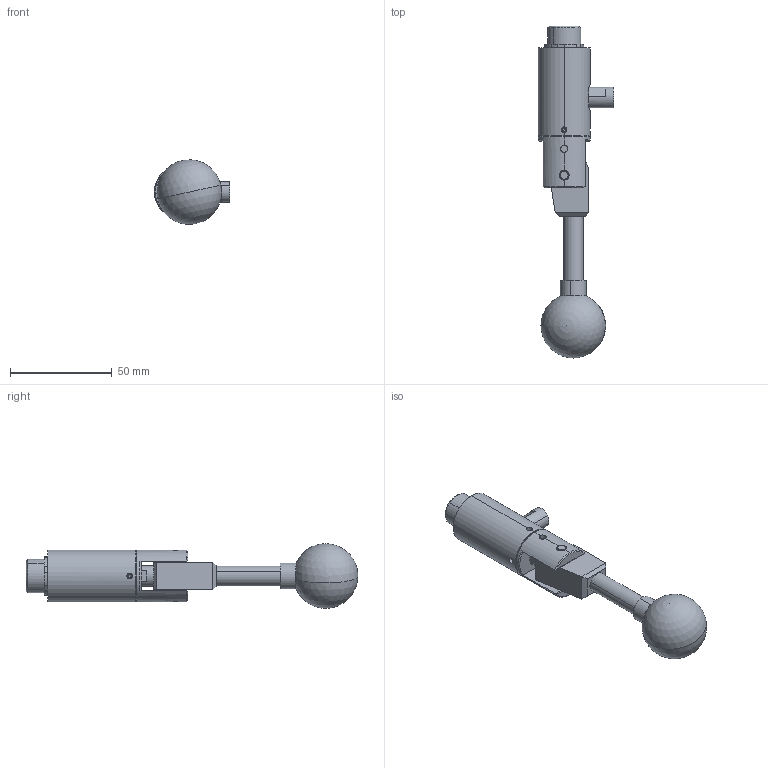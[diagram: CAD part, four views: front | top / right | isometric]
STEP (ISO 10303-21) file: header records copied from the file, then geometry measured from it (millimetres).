
FILE_DESCRIPTION (( 'STEP AP214' ), '1' );
FILE_NAME ('CTSC-003946.STEP', '2025-07-25T16:14:39', ( '' ), ( '' ), 'SwSTEP 2.0', 'SolidWorks 2023', '' );
FILE_SCHEMA (( 'AUTOMOTIVE_DESIGN' ));
Length unit declared in the file: inch
Products named in the file (1): CTSC-003946
Bounding box: 36.96 x 162.74 x 31.74 mm (x, y, z)
Volume: 54876 mm3; surface area: 20261.8 mm2
Topology: 10 solids, 11 shells, 430 faces, 1010 edges, 608 vertices
Faces by surface type: plane 162, cylinder 149, cone 100, bspline 15, sphere 2, torus 2
Entity records: 23227 total; most frequent: CARTESIAN_POINT 8312, ORIENTED_EDGE 1974, DIRECTION 1887, EDGE_CURVE 987, AXIS2_PLACEMENT_3D 724, VERTEX_POINT 605, EDGE_LOOP 476, VECTOR 439
